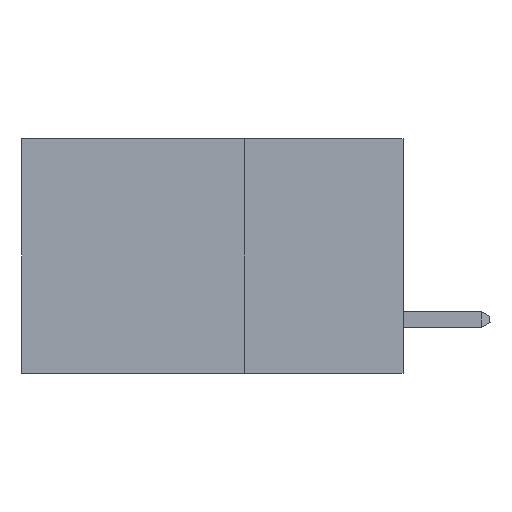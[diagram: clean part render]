
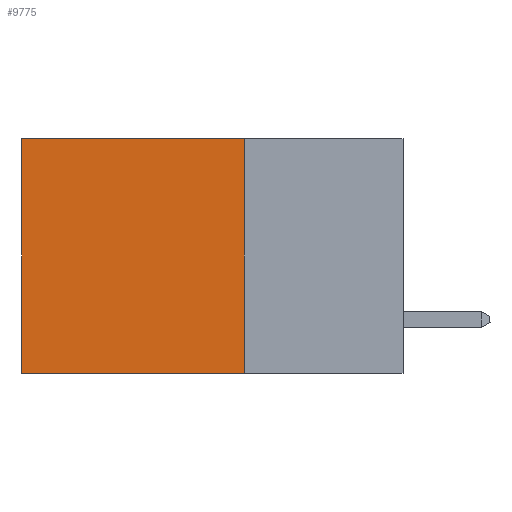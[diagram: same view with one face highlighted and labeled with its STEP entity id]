
A CAD part, left-side view. The second image highlights one B-rep face of the part: STEP entity #9775.
In plain terms, the highlighted planar face has unit normal (-1, 0, 0).
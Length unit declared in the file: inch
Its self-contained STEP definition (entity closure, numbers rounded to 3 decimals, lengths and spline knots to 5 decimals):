
#18 = DIRECTION ( 'NONE',  ( 0., 0., -1. ) ) ;
#417 = CARTESIAN_POINT ( 'NONE',  ( 0.2875, 0.6, 0. ) ) ;
#516 = ORIENTED_EDGE ( 'NONE', *, *, #6465, .T. ) ;
#612 = LINE ( 'NONE', #2518, #11879 ) ;
#1449 = ORIENTED_EDGE ( 'NONE', *, *, #14975, .T. ) ;
#1635 = FACE_OUTER_BOUND ( 'NONE', #3671, .T. ) ;
#1703 = CARTESIAN_POINT ( 'NONE',  ( 0.2875, 0.6, 0. ) ) ;
#2285 = CARTESIAN_POINT ( 'NONE',  ( 0.2875, 0.25, -0.37 ) ) ;
#2518 = CARTESIAN_POINT ( 'NONE',  ( 0.2875, 0.25, 0. ) ) ;
#2599 = CARTESIAN_POINT ( 'NONE',  ( 0.2875, 0.25, 0. ) ) ;
#3377 = ORIENTED_EDGE ( 'NONE', *, *, #4976, .F. ) ;
#3624 = LINE ( 'NONE', #1703, #6036 ) ;
#3671 = EDGE_LOOP ( 'NONE', ( #516, #13411, #3377, #1449 ) ) ;
#3951 = VECTOR ( 'NONE', #12398, 39.37008 ) ;
#4143 = DIRECTION ( 'NONE',  ( 0., 0., -1. ) ) ;
#4343 = VECTOR ( 'NONE', #11530, 39.37008 ) ;
#4461 = DIRECTION ( 'NONE',  ( 0., 0., -1. ) ) ;
#4976 = EDGE_CURVE ( 'NONE', #10804, #6976, #612, .T. ) ;
#6036 = VECTOR ( 'NONE', #4143, 39.37008 ) ;
#6407 = LINE ( 'NONE', #13786, #4343 ) ;
#6465 = EDGE_CURVE ( 'NONE', #11071, #9217, #3624, .T. ) ;
#6976 = VERTEX_POINT ( 'NONE', #2285 ) ;
#7134 = LINE ( 'NONE', #2599, #3951 ) ;
#7881 = EDGE_CURVE ( 'NONE', #6976, #9217, #6407, .T. ) ;
#9217 = VERTEX_POINT ( 'NONE', #15316 ) ;
#9775 = ADVANCED_FACE ( 'NONE', ( #1635 ), #10394, .F. ) ;
#10394 = PLANE ( 'NONE',  #12679 ) ;
#10804 = VERTEX_POINT ( 'NONE', #11672 ) ;
#11071 = VERTEX_POINT ( 'NONE', #417 ) ;
#11530 = DIRECTION ( 'NONE',  ( 0., 1., 0. ) ) ;
#11672 = CARTESIAN_POINT ( 'NONE',  ( 0.2875, 0.25, 0. ) ) ;
#11681 = CARTESIAN_POINT ( 'NONE',  ( 0.2875, 0.25, 0. ) ) ;
#11879 = VECTOR ( 'NONE', #18, 39.37008 ) ;
#12398 = DIRECTION ( 'NONE',  ( 0., 1., 0. ) ) ;
#12679 = AXIS2_PLACEMENT_3D ( 'NONE', #11681, #15256, #4461 ) ;
#13411 = ORIENTED_EDGE ( 'NONE', *, *, #7881, .F. ) ;
#13786 = CARTESIAN_POINT ( 'NONE',  ( 0.2875, 0.25, -0.37 ) ) ;
#14975 = EDGE_CURVE ( 'NONE', #10804, #11071, #7134, .T. ) ;
#15256 = DIRECTION ( 'NONE',  ( 1., 0., 0. ) ) ;
#15316 = CARTESIAN_POINT ( 'NONE',  ( 0.2875, 0.6, -0.37 ) ) ;
